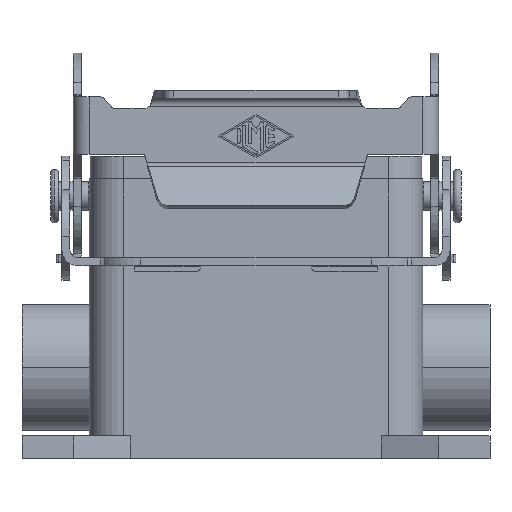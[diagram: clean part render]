
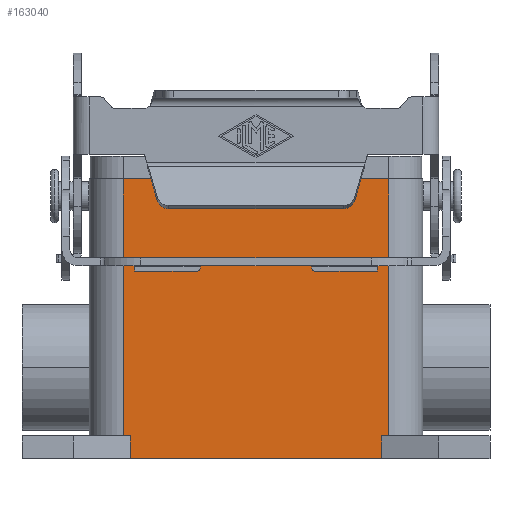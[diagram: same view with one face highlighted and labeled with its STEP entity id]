
A CAD part, front view. The second image highlights one B-rep face of the part: STEP entity #163040.
In plain terms, the highlighted planar face has unit normal (0, -1, 0).
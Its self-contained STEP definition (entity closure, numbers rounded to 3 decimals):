
#94580=CARTESIAN_POINT('',(23.25,-22.25,3.));
#94590=VERTEX_POINT('',#94580);
#94620=CARTESIAN_POINT('',(23.25,-22.25,3.));
#94630=DIRECTION('',(-1.,0.,0.));
#94640=VECTOR('',#94630,46.5);
#94650=LINE('',#94620,#94640);
#94660=CARTESIAN_POINT('',(-23.25,-22.25,3.));
#94670=VERTEX_POINT('',#94660);
#94680=EDGE_CURVE('',#94590,#94670,#94650,.T.);
#161650=CARTESIAN_POINT('',(22.,-22.25,-42.));
#161660=VERTEX_POINT('',#161650);
#161690=CARTESIAN_POINT('',(23.25,-22.25,-42.));
#161700=DIRECTION('',(-1.,0.,0.));
#161710=VECTOR('',#161700,1.25);
#161720=LINE('',#161690,#161710);
#161730=CARTESIAN_POINT('',(23.25,-22.25,-42.));
#161740=VERTEX_POINT('',#161730);
#161750=EDGE_CURVE('',#161740,#161660,#161720,.T.);
#162370=CARTESIAN_POINT('',(23.25,-22.25,-42.));
#162380=DIRECTION('',(0.,0.,1.));
#162390=VECTOR('',#162380,45.);
#162400=LINE('',#162370,#162390);
#162410=EDGE_CURVE('',#161740,#94590,#162400,.T.);
#162560=CARTESIAN_POINT('',(22.,-22.25,-46.));
#162570=DIRECTION('',(0.,-1.,0.));
#162580=DIRECTION('',(0.,0.,-1.));
#162590=AXIS2_PLACEMENT_3D('',#162560,#162570,#162580);
#162600=PLANE('',#162590);
#162610=CARTESIAN_POINT('',(-22.,-22.25,-42.));
#162620=DIRECTION('',(-1.,0.,0.));
#162630=VECTOR('',#162620,1.25);
#162640=LINE('',#162610,#162630);
#162650=CARTESIAN_POINT('',(-22.,-22.25,-42.));
#162660=VERTEX_POINT('',#162650);
#162670=CARTESIAN_POINT('',(-23.25,-22.25,-42.));
#162680=VERTEX_POINT('',#162670);
#162690=EDGE_CURVE('',#162660,#162680,#162640,.T.);
#162700=ORIENTED_EDGE('',*,*,#162690,.F.);
#162710=CARTESIAN_POINT('',(-23.25,-22.25,-42.));
#162720=DIRECTION('',(0.,0.,1.));
#162730=VECTOR('',#162720,45.);
#162740=LINE('',#162710,#162730);
#162750=EDGE_CURVE('',#162680,#94670,#162740,.T.);
#162760=ORIENTED_EDGE('',*,*,#162750,.F.);
#162770=ORIENTED_EDGE('',*,*,#94680,.T.);
#162780=ORIENTED_EDGE('',*,*,#162410,.T.);
#162790=ORIENTED_EDGE('',*,*,#161750,.F.);
#162800=CARTESIAN_POINT('',(22.,-22.25,-46.));
#162810=DIRECTION('',(0.,0.,1.));
#162820=VECTOR('',#162810,4.);
#162830=LINE('',#162800,#162820);
#162840=CARTESIAN_POINT('',(22.,-22.25,-46.));
#162850=VERTEX_POINT('',#162840);
#162860=EDGE_CURVE('',#162850,#161660,#162830,.T.);
#162870=ORIENTED_EDGE('',*,*,#162860,.T.);
#162880=CARTESIAN_POINT('',(22.,-22.25,-46.));
#162890=DIRECTION('',(-1.,0.,0.));
#162900=VECTOR('',#162890,44.);
#162910=LINE('',#162880,#162900);
#162920=CARTESIAN_POINT('',(-22.,-22.25,-46.));
#162930=VERTEX_POINT('',#162920);
#162940=EDGE_CURVE('',#162850,#162930,#162910,.T.);
#162950=ORIENTED_EDGE('',*,*,#162940,.F.);
#162960=CARTESIAN_POINT('',(-22.,-22.25,-46.));
#162970=DIRECTION('',(0.,0.,1.));
#162980=VECTOR('',#162970,4.);
#162990=LINE('',#162960,#162980);
#163000=EDGE_CURVE('',#162930,#162660,#162990,.T.);
#163010=ORIENTED_EDGE('',*,*,#163000,.F.);
#163020=EDGE_LOOP('',(#163010,#162950,#162870,#162790,#162780,#162770,
#162760,#162700));
#163030=FACE_OUTER_BOUND('',#163020,.T.);
#163040=ADVANCED_FACE('',(#163030),#162600,.T.);
